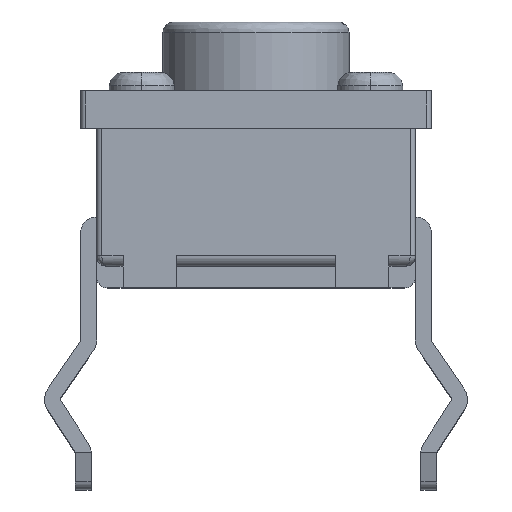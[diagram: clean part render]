
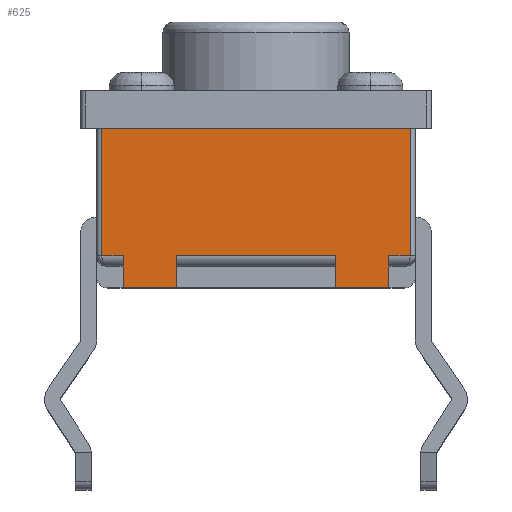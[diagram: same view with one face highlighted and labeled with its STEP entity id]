
A CAD part, top view. The second image highlights one B-rep face of the part: STEP entity #625.
In plain terms, the highlighted planar face has unit normal (0, 0, 1).
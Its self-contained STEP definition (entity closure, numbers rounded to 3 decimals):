
#625=ADVANCED_FACE('NONE',(#1345),#1346,.F.);
#1345=FACE_OUTER_BOUND('',#2409,.T.);
#1346=PLANE('',#2410);
#2409=EDGE_LOOP('',(#4466,#4467,#4468,#4469,#4470,#4471,#4472,#4473,#4474,#4475,#4476,#4477));
#2410=AXIS2_PLACEMENT_3D('',#4478,#4479,#4480);
#4466=ORIENTED_EDGE('',*,*,#6009,.F.);
#4467=ORIENTED_EDGE('',*,*,#5965,.F.);
#4468=ORIENTED_EDGE('',*,*,#5959,.F.);
#4469=ORIENTED_EDGE('',*,*,#5808,.T.);
#4470=ORIENTED_EDGE('',*,*,#5660,.T.);
#4471=ORIENTED_EDGE('',*,*,#5795,.T.);
#4472=ORIENTED_EDGE('',*,*,#5957,.F.);
#4473=ORIENTED_EDGE('',*,*,#5797,.T.);
#4474=ORIENTED_EDGE('',*,*,#5656,.T.);
#4475=ORIENTED_EDGE('',*,*,#5787,.T.);
#4476=ORIENTED_EDGE('',*,*,#5955,.F.);
#4477=ORIENTED_EDGE('',*,*,#5961,.F.);
#4478=CARTESIAN_POINT('',(0.,3.3,3.0));
#4479=DIRECTION('',(0.0,0.0,-1.0));
#4480=DIRECTION('',(0.0,-1.0,0.0));
#5656=EDGE_CURVE('NONE',#6817,#6815,#6818,.T.);
#5660=EDGE_CURVE('NONE',#6825,#6823,#6826,.T.);
#5787=EDGE_CURVE('NONE',#6815,#7010,#7012,.T.);
#5795=EDGE_CURVE('NONE',#6823,#7022,#7024,.T.);
#5797=EDGE_CURVE('NONE',#7026,#6817,#7027,.T.);
#5808=EDGE_CURVE('NONE',#7042,#6825,#7043,.T.);
#5955=EDGE_CURVE('NONE',#7158,#7010,#7240,.T.);
#5957=EDGE_CURVE('NONE',#7026,#7022,#7242,.T.);
#5959=EDGE_CURVE('NONE',#7042,#7164,#7244,.T.);
#5961=EDGE_CURVE('NONE',#7246,#7158,#7247,.T.);
#5965=EDGE_CURVE('NONE',#7164,#7252,#7253,.T.);
#6009=EDGE_CURVE('NONE',#7252,#7246,#7306,.T.);
#6815=VERTEX_POINT('NONE',#8480);
#6817=VERTEX_POINT('NONE',#8483);
#6818=LINE('',#8484,#8485);
#6823=VERTEX_POINT('NONE',#8492);
#6825=VERTEX_POINT('NONE',#8495);
#6826=LINE('',#8496,#8497);
#7010=VERTEX_POINT('NONE',#8792);
#7012=LINE('',#8794,#8795);
#7022=VERTEX_POINT('NONE',#8809);
#7024=LINE('',#8811,#8812);
#7026=VERTEX_POINT('NONE',#8814);
#7027=LINE('',#8815,#8816);
#7042=VERTEX_POINT('NONE',#8835);
#7043=LINE('',#8836,#8837);
#7158=VERTEX_POINT('NONE',#9007);
#7164=VERTEX_POINT('NONE',#9037);
#7240=LINE('',#9210,#9211);
#7242=LINE('',#9213,#9214);
#7244=LINE('',#9216,#9217);
#7246=VERTEX_POINT('NONE',#9219);
#7247=LINE('',#9220,#9221);
#7252=VERTEX_POINT('NONE',#9227);
#7253=LINE('',#9228,#9229);
#7306=LINE('',#9302,#9303);
#8480=CARTESIAN_POINT('',(2.5,0.0,3.0));
#8483=CARTESIAN_POINT('',(1.5,0.0,3.0));
#8484=CARTESIAN_POINT('',(0.,0.0,3.0));
#8485=VECTOR('',#10413,1000.0);
#8492=CARTESIAN_POINT('',(-1.5,0.0,3.0));
#8495=CARTESIAN_POINT('',(-2.5,0.0,3.0));
#8496=CARTESIAN_POINT('',(0.,0.0,3.0));
#8497=VECTOR('',#10417,1000.0);
#8792=CARTESIAN_POINT('',(2.5,0.6,3.0));
#8794=CARTESIAN_POINT('',(2.5,0.4,3.0));
#8795=VECTOR('',#10549,1000.0);
#8809=CARTESIAN_POINT('',(-1.5,0.6,3.0));
#8811=CARTESIAN_POINT('',(-1.5,0.4,3.0));
#8812=VECTOR('',#10557,1000.0);
#8814=CARTESIAN_POINT('',(1.5,0.6,3.0));
#8815=CARTESIAN_POINT('',(1.5,0.4,3.0));
#8816=VECTOR('',#10558,1000.0);
#8835=CARTESIAN_POINT('',(-2.5,0.6,3.0));
#8836=CARTESIAN_POINT('',(-2.5,0.4,3.0));
#8837=VECTOR('',#10572,1000.0);
#9007=CARTESIAN_POINT('',(2.9,0.6,3.0));
#9037=CARTESIAN_POINT('',(-2.9,0.6,3.0));
#9210=CARTESIAN_POINT('',(0.,0.6,3.0));
#9211=VECTOR('',#10706,1000.0);
#9213=CARTESIAN_POINT('',(0.,0.6,3.0));
#9214=VECTOR('',#10707,1000.0);
#9216=CARTESIAN_POINT('',(0.,0.6,3.0));
#9217=VECTOR('',#10708,1000.0);
#9219=CARTESIAN_POINT('',(2.9,3.2,3.0));
#9220=CARTESIAN_POINT('',(2.9,3.3,3.0));
#9221=VECTOR('',#10709,1000.0);
#9227=CARTESIAN_POINT('',(-2.9,3.2,3.0));
#9228=CARTESIAN_POINT('',(-2.9,3.3,3.0));
#9229=VECTOR('',#10714,1000.0);
#9302=CARTESIAN_POINT('',(0.,3.2,3.0));
#9303=VECTOR('',#10756,1000.0);
#10413=DIRECTION('',(1.0,0.0,-0.0));
#10417=DIRECTION('',(1.0,0.0,-0.0));
#10549=DIRECTION('',(0.0,1.0,-0.0));
#10557=DIRECTION('',(0.0,1.0,-0.0));
#10558=DIRECTION('',(-0.0,-1.0,-0.0));
#10572=DIRECTION('',(-0.0,-1.0,-0.0));
#10706=DIRECTION('',(-1.0,0.0,-0.0));
#10707=DIRECTION('',(-1.0,0.0,-0.0));
#10708=DIRECTION('',(-1.0,0.0,-0.0));
#10709=DIRECTION('',(-0.0,-1.0,-0.0));
#10714=DIRECTION('',(0.0,1.0,0.0));
#10756=DIRECTION('',(1.0,-0.0,-0.0));
